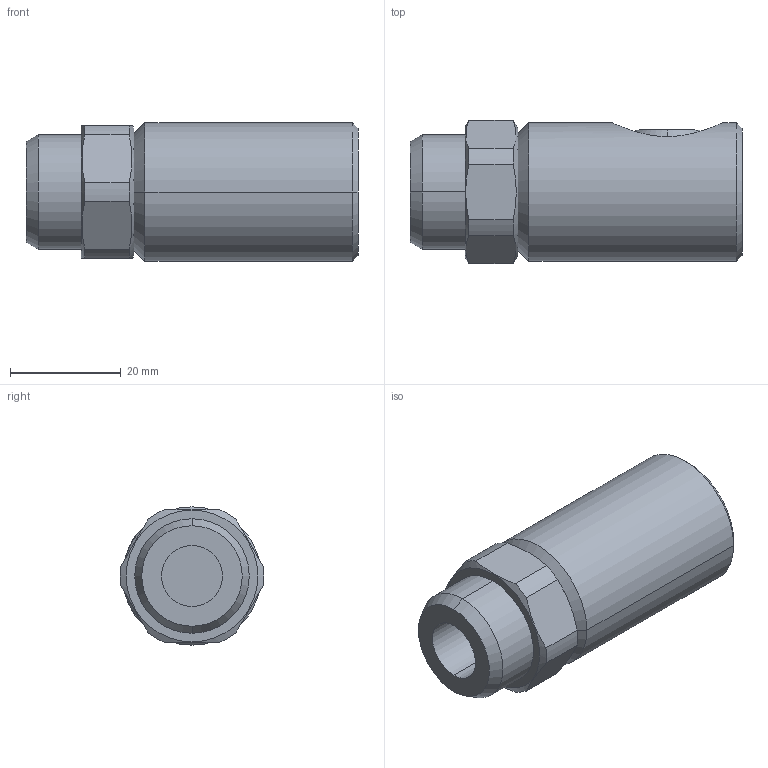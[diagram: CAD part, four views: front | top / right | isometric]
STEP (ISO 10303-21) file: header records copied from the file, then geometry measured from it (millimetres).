
FILE_DESCRIPTION (( 'STEP AP203' ), '1' );
FILE_NAME ('07410004.STEP', '2011-07-26T13:33:34', ( 'Flavio' ), ( '' ), 'SwSTEP 2.0', 'SolidWorks 2011', '' );
FILE_SCHEMA (( 'CONFIG_CONTROL_DESIGN' ));
Length unit declared in the file: millimetre
Products named in the file (1): 07410004
Bounding box: 60 x 25.98 x 25 mm (x, y, z)
Volume: 25543.3 mm3; surface area: 6293.6 mm2
Topology: 1 solids, 1 shells, 65 faces, 162 edges, 105 vertices
Faces by surface type: plane 26, cylinder 21, cone 16, sphere 2
Entity records: 2197 total; most frequent: CARTESIAN_POINT 571, DIRECTION 324, ORIENTED_EDGE 324, EDGE_CURVE 162, AXIS2_PLACEMENT_3D 128, VERTEX_POINT 105, EDGE_LOOP 71, VECTOR 68
